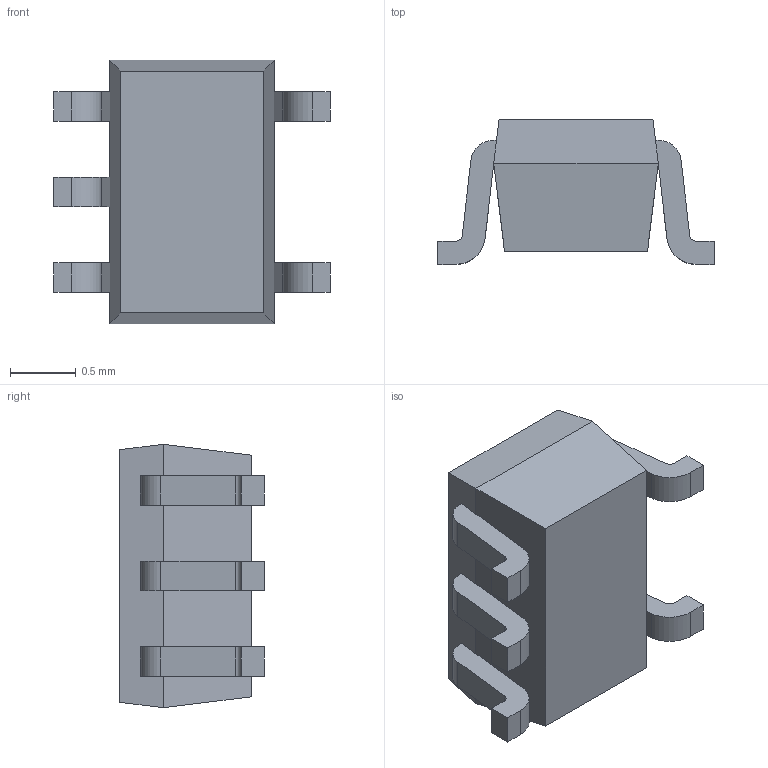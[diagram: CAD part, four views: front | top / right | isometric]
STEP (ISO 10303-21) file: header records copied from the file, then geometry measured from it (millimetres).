
FILE_DESCRIPTION (( 'STEP AP214' ), '1' );
FILE_NAME ('NC7SV05P5X.STEP', '2021-09-16T18:54:09', ( '' ), ( '' ), 'SwSTEP 2.0', 'SolidWorks 2017', '' );
FILE_SCHEMA (( 'AUTOMOTIVE_DESIGN' ));
Length unit declared in the file: millimetre
Products named in the file (1): NC7SV05P5X
Bounding box: 2.1 x 1.1 x 2 mm (x, y, z)
Volume: 2.5 mm3; surface area: 15.4 mm2
Topology: 7 solids, 7 shells, 77 faces, 182 edges, 120 vertices
Faces by surface type: plane 58, cylinder 19
Entity records: 2290 total; most frequent: CARTESIAN_POINT 380, DIRECTION 376, ORIENTED_EDGE 364, EDGE_CURVE 182, LINE 144, VECTOR 144, VERTEX_POINT 120, AXIS2_PLACEMENT_3D 116
